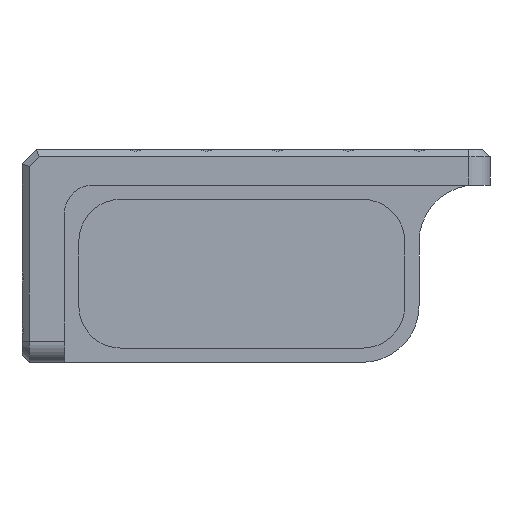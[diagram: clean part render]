
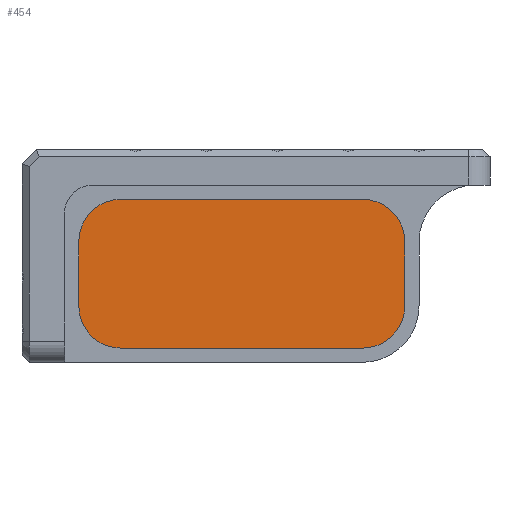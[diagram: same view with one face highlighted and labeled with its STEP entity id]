
A CAD part, front view. The second image highlights one B-rep face of the part: STEP entity #454.
In plain terms, the highlighted planar face has unit normal (0, -1, 0).
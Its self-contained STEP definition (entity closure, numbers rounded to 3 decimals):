
#71 = EDGE_CURVE ( 'NONE', #277, #737, #94, .T. ) ;
#94 = CIRCLE ( 'NONE', #5349, 6. ) ;
#117 = ORIENTED_EDGE ( 'NONE', *, *, #5181, .F. ) ;
#184 = CARTESIAN_POINT ( 'NONE',  ( -235.176, 5., -2. ) ) ;
#277 = VERTEX_POINT ( 'NONE', #1006 ) ;
#328 = LINE ( 'NONE', #1528, #1493 ) ;
#454 = ADVANCED_FACE ( 'NONE', ( #4974 ), #2827, .T. ) ;
#564 = CARTESIAN_POINT ( 'NONE',  ( -195.176, 5., -8. ) ) ;
#602 = EDGE_CURVE ( 'NONE', #4011, #737, #4055, .T. ) ;
#614 = DIRECTION ( 'NONE',  ( 0., 1., 0. ) ) ;
#645 = DIRECTION ( 'NONE',  ( 0., 0., -1. ) ) ;
#724 = CARTESIAN_POINT ( 'NONE',  ( -179.176, 5., -8. ) ) ;
#737 = VERTEX_POINT ( 'NONE', #4964 ) ;
#745 = AXIS2_PLACEMENT_3D ( 'NONE', #4473, #4882, #2812 ) ;
#754 = DIRECTION ( 'NONE',  ( 0., 0., 1. ) ) ;
#819 = VERTEX_POINT ( 'NONE', #4874 ) ;
#875 = EDGE_CURVE ( 'NONE', #1702, #3680, #1074, .T. ) ;
#890 = AXIS2_PLACEMENT_3D ( 'NONE', #2775, #4484, #645 ) ;
#1006 = CARTESIAN_POINT ( 'NONE',  ( -189.176, 5., -8. ) ) ;
#1007 = DIRECTION ( 'NONE',  ( 0., 0., 1. ) ) ;
#1014 = VERTEX_POINT ( 'NONE', #1548 ) ;
#1072 = CIRCLE ( 'NONE', #4534, 6. ) ;
#1074 = LINE ( 'NONE', #5332, #1877 ) ;
#1167 = EDGE_LOOP ( 'NONE', ( #4482, #3601, #3940, #117, #3381, #1297, #5521, #3146 ) ) ;
#1172 = AXIS2_PLACEMENT_3D ( 'NONE', #724, #4564, #754 ) ;
#1292 = DIRECTION ( 'NONE',  ( 0., 0., -1. ) ) ;
#1297 = ORIENTED_EDGE ( 'NONE', *, *, #71, .T. ) ;
#1493 = VECTOR ( 'NONE', #4925, 1000. ) ;
#1512 = DIRECTION ( 'NONE',  ( 0., 0., 1. ) ) ;
#1528 = CARTESIAN_POINT ( 'NONE',  ( -195.176, 5., -23. ) ) ;
#1548 = CARTESIAN_POINT ( 'NONE',  ( -189.176, 5., -17. ) ) ;
#1702 = VERTEX_POINT ( 'NONE', #3086 ) ;
#1804 = EDGE_CURVE ( 'NONE', #277, #1014, #2076, .T. ) ;
#1877 = VECTOR ( 'NONE', #1512, 1000. ) ;
#1890 = CARTESIAN_POINT ( 'NONE',  ( -195.176, 5., -17. ) ) ;
#1947 = EDGE_CURVE ( 'NONE', #1702, #819, #2059, .T. ) ;
#2059 = CIRCLE ( 'NONE', #745, 6. ) ;
#2076 = LINE ( 'NONE', #2972, #5448 ) ;
#2656 = CARTESIAN_POINT ( 'NONE',  ( -229.176, 5., -2. ) ) ;
#2662 = VERTEX_POINT ( 'NONE', #2699 ) ;
#2699 = CARTESIAN_POINT ( 'NONE',  ( -195.176, 5., -23. ) ) ;
#2775 = CARTESIAN_POINT ( 'NONE',  ( -229.176, 5., -8. ) ) ;
#2812 = DIRECTION ( 'NONE',  ( 0., 0., -1. ) ) ;
#2827 = PLANE ( 'NONE',  #1172 ) ;
#2852 = EDGE_CURVE ( 'NONE', #2662, #819, #328, .T. ) ;
#2972 = CARTESIAN_POINT ( 'NONE',  ( -189.176, 5., -8. ) ) ;
#3086 = CARTESIAN_POINT ( 'NONE',  ( -235.176, 5., -17. ) ) ;
#3114 = VECTOR ( 'NONE', #3185, 1000. ) ;
#3146 = ORIENTED_EDGE ( 'NONE', *, *, #4537, .T. ) ;
#3185 = DIRECTION ( 'NONE',  ( 1., 0., 0. ) ) ;
#3381 = ORIENTED_EDGE ( 'NONE', *, *, #1804, .F. ) ;
#3601 = ORIENTED_EDGE ( 'NONE', *, *, #1947, .T. ) ;
#3680 = VERTEX_POINT ( 'NONE', #4501 ) ;
#3940 = ORIENTED_EDGE ( 'NONE', *, *, #2852, .F. ) ;
#4011 = VERTEX_POINT ( 'NONE', #2656 ) ;
#4055 = LINE ( 'NONE', #184, #3114 ) ;
#4296 = DIRECTION ( 'NONE',  ( 0., -1., 0. ) ) ;
#4473 = CARTESIAN_POINT ( 'NONE',  ( -229.176, 5., -17. ) ) ;
#4482 = ORIENTED_EDGE ( 'NONE', *, *, #875, .F. ) ;
#4484 = DIRECTION ( 'NONE',  ( 0., -1., 0. ) ) ;
#4501 = CARTESIAN_POINT ( 'NONE',  ( -235.176, 5., -8. ) ) ;
#4534 = AXIS2_PLACEMENT_3D ( 'NONE', #1890, #614, #1007 ) ;
#4537 = EDGE_CURVE ( 'NONE', #4011, #3680, #4782, .T. ) ;
#4564 = DIRECTION ( 'NONE',  ( 0., -1., 0. ) ) ;
#4782 = CIRCLE ( 'NONE', #890, 6. ) ;
#4874 = CARTESIAN_POINT ( 'NONE',  ( -229.176, 5., -23. ) ) ;
#4882 = DIRECTION ( 'NONE',  ( 0., -1., 0. ) ) ;
#4925 = DIRECTION ( 'NONE',  ( -1., 0., 0. ) ) ;
#4964 = CARTESIAN_POINT ( 'NONE',  ( -195.176, 5., -2. ) ) ;
#4974 = FACE_OUTER_BOUND ( 'NONE', #1167, .T. ) ;
#5181 = EDGE_CURVE ( 'NONE', #1014, #2662, #1072, .T. ) ;
#5234 = DIRECTION ( 'NONE',  ( 0., 0., -1. ) ) ;
#5332 = CARTESIAN_POINT ( 'NONE',  ( -235.176, 5., -4. ) ) ;
#5349 = AXIS2_PLACEMENT_3D ( 'NONE', #564, #4296, #5234 ) ;
#5448 = VECTOR ( 'NONE', #1292, 1000. ) ;
#5521 = ORIENTED_EDGE ( 'NONE', *, *, #602, .F. ) ;
